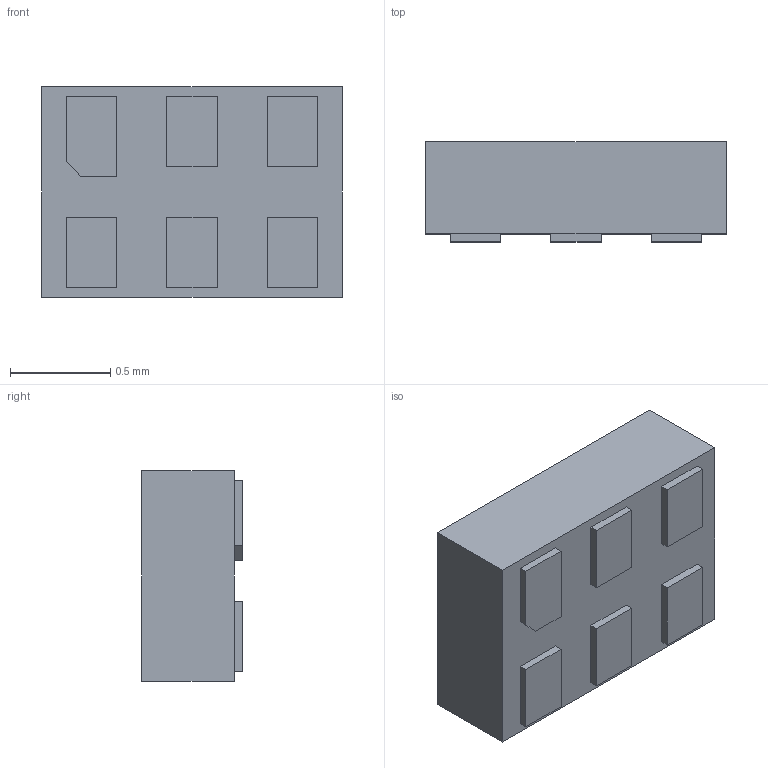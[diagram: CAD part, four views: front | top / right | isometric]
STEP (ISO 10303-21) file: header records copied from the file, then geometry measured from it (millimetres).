
FILE_DESCRIPTION (( 'STEP AP214' ), '1' );
FILE_NAME ('271082C6-8B28-480B-809E-0B6F01183F6C.STEP', '2023-01-07T10:53:26', ( '' ), ( '' ), 'SwSTEP 2.0', 'SolidWorks 2022', '' );
FILE_SCHEMA (( 'AUTOMOTIVE_DESIGN' ));
Length unit declared in the file: millimetre
Products named in the file (1): 271082C6-8B28-480B-809E-0B6F01183F6C
Bounding box: 1.5 x 0.5 x 1.05 mm (x, y, z)
Volume: 0.7 mm3; surface area: 5.8 mm2
Topology: 1 solids, 1 shells, 37 faces, 87 edges, 58 vertices
Faces by surface type: plane 37
Entity records: 1482 total; most frequent: CARTESIAN_POINT 183, ORIENTED_EDGE 174, DIRECTION 163, LINE 87, EDGE_CURVE 87, VECTOR 87, VERTEX_POINT 58, EDGE_LOOP 43
